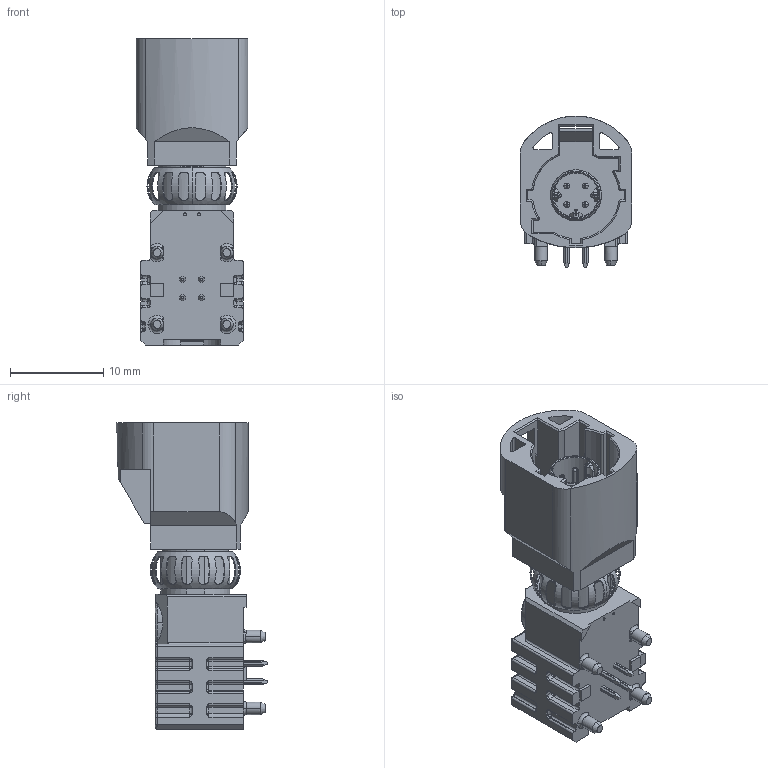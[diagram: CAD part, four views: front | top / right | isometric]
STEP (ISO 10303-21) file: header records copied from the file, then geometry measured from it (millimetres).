
FILE_DESCRIPTION (( 'STEP AP214' ), '1' );
FILE_NAME ('12-00007--A115688-001.STEP', '2020-09-22T10:39:23', ( '' ), ( '' ), 'SwSTEP 2.0', 'SolidWorks 2018', '' );
FILE_SCHEMA (( 'AUTOMOTIVE_DESIGN' ));
Length unit declared in the file: millimetre
Products named in the file (2): 12-00007--A115688-001
Bounding box: 12 x 16.24 x 32.88 mm (x, y, z)
Volume: 2570.4 mm3; surface area: 2690.5 mm2
Topology: 2 solids, 2 shells, 873 faces, 2317 edges, 1419 vertices
Faces by surface type: cylinder 338, plane 336, torus 120, bspline 39, cone 26, sphere 14
Entity records: 31171 total; most frequent: CARTESIAN_POINT 10279, ORIENTED_EDGE 4536, DIRECTION 4212, EDGE_CURVE 2268, AXIS2_PLACEMENT_3D 1566, VERTEX_POINT 1419, LINE 1080, VECTOR 1080
